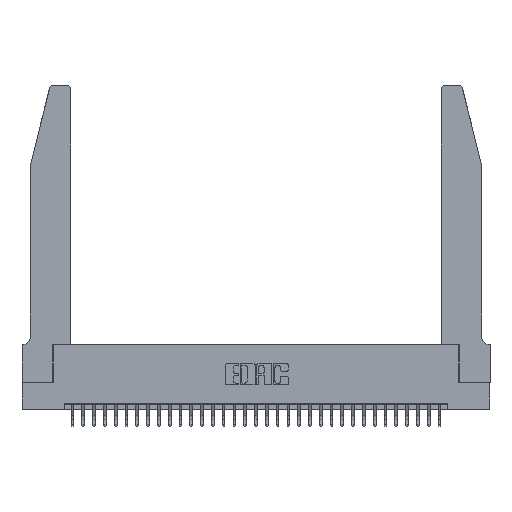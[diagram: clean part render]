
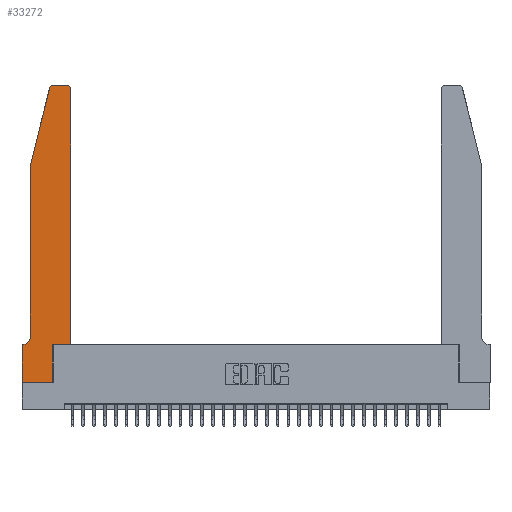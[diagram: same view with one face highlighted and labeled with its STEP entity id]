
A CAD part, top view. The second image highlights one B-rep face of the part: STEP entity #33272.
In plain terms, the highlighted planar face has unit normal (0, 0, 1).
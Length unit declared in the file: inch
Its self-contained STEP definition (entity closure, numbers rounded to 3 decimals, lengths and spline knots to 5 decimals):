
#393 = VECTOR ( 'NONE', #20353, 39.37008 ) ;
#660 = CARTESIAN_POINT ( 'NONE',  ( 0., 0.35, 0.37 ) ) ;
#1486 = CARTESIAN_POINT ( 'NONE',  ( 0.4205, 2.75, 0.37 ) ) ;
#1635 = VECTOR ( 'NONE', #7630, 39.37008 ) ;
#1666 = CARTESIAN_POINT ( 'NONE',  ( 0.4205, 2.72, 0.37 ) ) ;
#2062 = CARTESIAN_POINT ( 'NONE',  ( 0., 0., 0.37 ) ) ;
#2208 = EDGE_CURVE ( 'NONE', #21226, #16226, #30124, .T. ) ;
#2222 = CARTESIAN_POINT ( 'NONE',  ( 0.0755, 2., 0.37 ) ) ;
#2531 = FACE_OUTER_BOUND ( 'NONE', #17834, .T. ) ;
#2590 = CARTESIAN_POINT ( 'NONE',  ( 0., 0., 0.37 ) ) ;
#2761 = DIRECTION ( 'NONE',  ( 0., 0., 1. ) ) ;
#2847 = ORIENTED_EDGE ( 'NONE', *, *, #13198, .T. ) ;
#3290 = ORIENTED_EDGE ( 'NONE', *, *, #21962, .T. ) ;
#3393 = LINE ( 'NONE', #13153, #25563 ) ;
#3743 = CARTESIAN_POINT ( 'NONE',  ( 0.2865, 0.35, 0.37 ) ) ;
#3747 = EDGE_CURVE ( 'NONE', #11589, #21226, #3393, .T. ) ;
#4216 = ORIENTED_EDGE ( 'NONE', *, *, #17542, .T. ) ;
#4280 = DIRECTION ( 'NONE',  ( 0., 0., 1. ) ) ;
#4374 = ORIENTED_EDGE ( 'NONE', *, *, #8894, .T. ) ;
#4486 = ORIENTED_EDGE ( 'NONE', *, *, #21096, .T. ) ;
#4729 = LINE ( 'NONE', #10625, #12348 ) ;
#5355 = DIRECTION ( 'NONE',  ( 1., 0., 0. ) ) ;
#5533 = AXIS2_PLACEMENT_3D ( 'NONE', #30304, #4280, #19587 ) ;
#5890 = EDGE_CURVE ( 'NONE', #9558, #14579, #23789, .T. ) ;
#6368 = VECTOR ( 'NONE', #30815, 39.37008 ) ;
#7630 = DIRECTION ( 'NONE',  ( 0., 1., 0. ) ) ;
#7651 = AXIS2_PLACEMENT_3D ( 'NONE', #1666, #16948, #14450 ) ;
#8238 = ORIENTED_EDGE ( 'NONE', *, *, #22068, .T. ) ;
#8894 = EDGE_CURVE ( 'NONE', #30472, #17551, #16633, .T. ) ;
#9473 = DIRECTION ( 'NONE',  ( -1., 0., 0. ) ) ;
#9558 = VERTEX_POINT ( 'NONE', #660 ) ;
#9689 = DIRECTION ( 'NONE',  ( 0., 0., -1. ) ) ;
#9857 = CARTESIAN_POINT ( 'NONE',  ( 0.4505, 0.35, 0.37 ) ) ;
#9874 = AXIS2_PLACEMENT_3D ( 'NONE', #28231, #2761, #5355 ) ;
#10478 = DIRECTION ( 'NONE',  ( -1., 0., 0. ) ) ;
#10625 = CARTESIAN_POINT ( 'NONE',  ( 0.0755, 2., 0.37 ) ) ;
#11096 = CARTESIAN_POINT ( 'NONE',  ( 0.284, 2.75, 0.37 ) ) ;
#11237 = ORIENTED_EDGE ( 'NONE', *, *, #3747, .T. ) ;
#11316 = VECTOR ( 'NONE', #17579, 39.37008 ) ;
#11589 = VERTEX_POINT ( 'NONE', #1486 ) ;
#11908 = CARTESIAN_POINT ( 'NONE',  ( 0.4505, 2.72, 0.37 ) ) ;
#11996 = VECTOR ( 'NONE', #20393, 39.37008 ) ;
#12348 = VECTOR ( 'NONE', #13654, 39.37008 ) ;
#13153 = CARTESIAN_POINT ( 'NONE',  ( 0.2605, 2.75, 0.37 ) ) ;
#13158 = LINE ( 'NONE', #2590, #6368 ) ;
#13198 = EDGE_CURVE ( 'NONE', #16226, #30472, #4729, .T. ) ;
#13654 = DIRECTION ( 'NONE',  ( -0.239, -0.971, 0. ) ) ;
#13865 = CARTESIAN_POINT ( 'NONE',  ( 0.0755, 2., 0.37 ) ) ;
#14450 = DIRECTION ( 'NONE',  ( 1., 0., 0. ) ) ;
#14546 = VERTEX_POINT ( 'NONE', #3743 ) ;
#14579 = VERTEX_POINT ( 'NONE', #32301 ) ;
#14899 = CARTESIAN_POINT ( 'NONE',  ( 0.25487, 2.72718, 0.37 ) ) ;
#15228 = DIRECTION ( 'NONE',  ( 1., 0., 0. ) ) ;
#15351 = CARTESIAN_POINT ( 'NONE',  ( 0.0755, 0.42, 0.37 ) ) ;
#15393 = AXIS2_PLACEMENT_3D ( 'NONE', #30011, #9689, #9473 ) ;
#16188 = CARTESIAN_POINT ( 'NONE',  ( 0.2865, 0.35, 0.37 ) ) ;
#16226 = VERTEX_POINT ( 'NONE', #14899 ) ;
#16423 = LINE ( 'NONE', #20277, #11996 ) ;
#16633 = LINE ( 'NONE', #13865, #21484 ) ;
#16948 = DIRECTION ( 'NONE',  ( 0., 0., 1. ) ) ;
#17437 = DIRECTION ( 'NONE',  ( 0., -1., 0. ) ) ;
#17542 = EDGE_CURVE ( 'NONE', #26937, #20887, #18105, .T. ) ;
#17551 = VERTEX_POINT ( 'NONE', #15351 ) ;
#17579 = DIRECTION ( 'NONE',  ( 0., -1., 0. ) ) ;
#17755 = EDGE_CURVE ( 'NONE', #25962, #14546, #24183, .T. ) ;
#17834 = EDGE_LOOP ( 'NONE', ( #11237, #25850, #2847, #4374, #3290, #8238, #19169, #27967, #28361, #4486, #4216, #33329 ) ) ;
#18105 = LINE ( 'NONE', #25535, #1635 ) ;
#19169 = ORIENTED_EDGE ( 'NONE', *, *, #5890, .T. ) ;
#19587 = DIRECTION ( 'NONE',  ( 1., 0., 0. ) ) ;
#19701 = PLANE ( 'NONE',  #5533 ) ;
#20277 = CARTESIAN_POINT ( 'NONE',  ( 0.0755, 0.35, 0.37 ) ) ;
#20353 = DIRECTION ( 'NONE',  ( 0., 1., 0. ) ) ;
#20393 = DIRECTION ( 'NONE',  ( -1., 0., 0. ) ) ;
#20887 = VERTEX_POINT ( 'NONE', #11908 ) ;
#21096 = EDGE_CURVE ( 'NONE', #14546, #26937, #30460, .T. ) ;
#21226 = VERTEX_POINT ( 'NONE', #11096 ) ;
#21484 = VECTOR ( 'NONE', #17437, 39.37008 ) ;
#21962 = EDGE_CURVE ( 'NONE', #17551, #30249, #29784, .T. ) ;
#22068 = EDGE_CURVE ( 'NONE', #30249, #9558, #16423, .T. ) ;
#22127 = EDGE_CURVE ( 'NONE', #14579, #25962, #13158, .T. ) ;
#23789 = LINE ( 'NONE', #2062, #11316 ) ;
#24183 = LINE ( 'NONE', #16188, #393 ) ;
#24780 = VECTOR ( 'NONE', #15228, 39.37008 ) ;
#24887 = CIRCLE ( 'NONE', #7651, 0.03 ) ;
#25535 = CARTESIAN_POINT ( 'NONE',  ( 0.4505, 0.35, 0.37 ) ) ;
#25563 = VECTOR ( 'NONE', #10478, 39.37008 ) ;
#25850 = ORIENTED_EDGE ( 'NONE', *, *, #2208, .T. ) ;
#25962 = VERTEX_POINT ( 'NONE', #31827 ) ;
#26821 = CARTESIAN_POINT ( 'NONE',  ( 0.0055, 0.35, 0.37 ) ) ;
#26937 = VERTEX_POINT ( 'NONE', #27145 ) ;
#27145 = CARTESIAN_POINT ( 'NONE',  ( 0.4505, 0.35, 0.37 ) ) ;
#27967 = ORIENTED_EDGE ( 'NONE', *, *, #22127, .T. ) ;
#28231 = CARTESIAN_POINT ( 'NONE',  ( 0.284, 2.72, 0.37 ) ) ;
#28361 = ORIENTED_EDGE ( 'NONE', *, *, #17755, .T. ) ;
#29784 = CIRCLE ( 'NONE', #15393, 0.07 ) ;
#30011 = CARTESIAN_POINT ( 'NONE',  ( 0.0055, 0.42, 0.37 ) ) ;
#30124 = CIRCLE ( 'NONE', #9874, 0.03 ) ;
#30249 = VERTEX_POINT ( 'NONE', #26821 ) ;
#30304 = CARTESIAN_POINT ( 'NONE',  ( 0., 0.35, 0.37 ) ) ;
#30460 = LINE ( 'NONE', #9857, #24780 ) ;
#30472 = VERTEX_POINT ( 'NONE', #2222 ) ;
#30815 = DIRECTION ( 'NONE',  ( 1., 0., 0. ) ) ;
#30878 = EDGE_CURVE ( 'NONE', #20887, #11589, #24887, .T. ) ;
#31827 = CARTESIAN_POINT ( 'NONE',  ( 0.2865, 0., 0.37 ) ) ;
#32301 = CARTESIAN_POINT ( 'NONE',  ( 0., 0., 0.37 ) ) ;
#33272 = ADVANCED_FACE ( 'NONE', ( #2531 ), #19701, .T. ) ;
#33329 = ORIENTED_EDGE ( 'NONE', *, *, #30878, .T. ) ;
